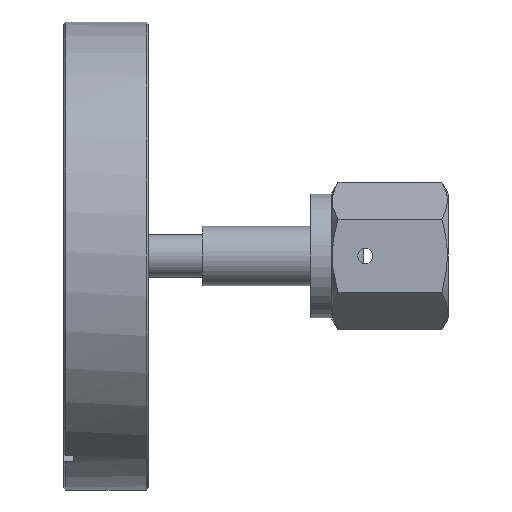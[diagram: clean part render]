
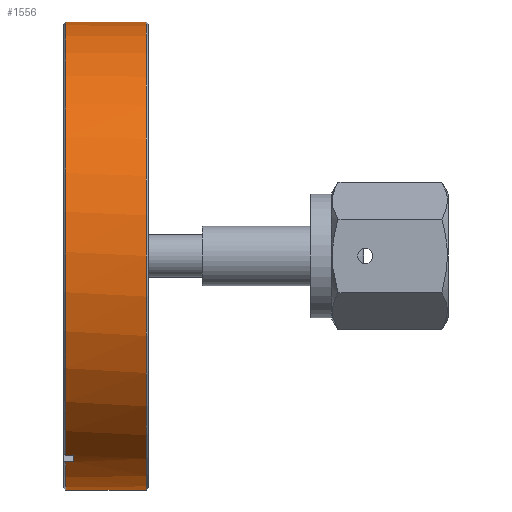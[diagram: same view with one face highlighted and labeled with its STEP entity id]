
A CAD part, left-side view. The second image highlights one B-rep face of the part: STEP entity #1556.
In plain terms, the highlighted cylindrical face has radius 35 mm (diameter 70 mm), a partial arc.
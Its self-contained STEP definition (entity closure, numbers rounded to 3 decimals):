
#43 = CYLINDRICAL_SURFACE ( 'NONE', #3494, 35. ) ;
#57 = VERTEX_POINT ( 'NONE', #244 ) ;
#106 = EDGE_CURVE ( 'NONE', #377, #653, #360, .T. ) ;
#134 = CARTESIAN_POINT ( 'NONE',  ( 0., 12.4, 0. ) ) ;
#210 = CARTESIAN_POINT ( 'NONE',  ( 0., 12.4, -35. ) ) ;
#238 = DIRECTION ( 'NONE',  ( 0., 0., -1. ) ) ;
#244 = CARTESIAN_POINT ( 'NONE',  ( 0., 0.3, 35. ) ) ;
#266 = ORIENTED_EDGE ( 'NONE', *, *, #106, .T. ) ;
#305 = VERTEX_POINT ( 'NONE', #367 ) ;
#315 = EDGE_CURVE ( 'NONE', #1877, #653, #1640, .T. ) ;
#337 = FACE_OUTER_BOUND ( 'NONE', #2757, .T. ) ;
#347 = ORIENTED_EDGE ( 'NONE', *, *, #315, .F. ) ;
#360 = CIRCLE ( 'NONE', #2827, 35. ) ;
#367 = CARTESIAN_POINT ( 'NONE',  ( -16.627, 11.2, -30.799 ) ) ;
#377 = VERTEX_POINT ( 'NONE', #1774 ) ;
#456 = EDGE_CURVE ( 'NONE', #1365, #57, #3393, .T. ) ;
#628 = AXIS2_PLACEMENT_3D ( 'NONE', #2844, #1179, #3115 ) ;
#653 = VERTEX_POINT ( 'NONE', #2920 ) ;
#675 = DIRECTION ( 'NONE',  ( 0., -1., 0. ) ) ;
#722 = CARTESIAN_POINT ( 'NONE',  ( 0., 31.392, 0. ) ) ;
#840 = AXIS2_PLACEMENT_3D ( 'NONE', #2562, #3083, #238 ) ;
#906 = DIRECTION ( 'NONE',  ( 0., 0., 1. ) ) ;
#984 = DIRECTION ( 'NONE',  ( 0., 1., 0. ) ) ;
#1051 = EDGE_CURVE ( 'NONE', #3055, #305, #2090, .T. ) ;
#1167 = DIRECTION ( 'NONE',  ( 0., -1., 0. ) ) ;
#1179 = DIRECTION ( 'NONE',  ( 0., 1., 0. ) ) ;
#1307 = VERTEX_POINT ( 'NONE', #210 ) ;
#1365 = VERTEX_POINT ( 'NONE', #2996 ) ;
#1418 = ORIENTED_EDGE ( 'NONE', *, *, #2136, .T. ) ;
#1512 = AXIS2_PLACEMENT_3D ( 'NONE', #2837, #1167, #3107 ) ;
#1556 = ADVANCED_FACE ( 'NONE', ( #337 ), #43, .T. ) ;
#1589 = EDGE_CURVE ( 'NONE', #1365, #1307, #3249, .T. ) ;
#1640 = LINE ( 'NONE', #3161, #2634 ) ;
#1774 = CARTESIAN_POINT ( 'NONE',  ( 0., 12.4, 35. ) ) ;
#1796 = DIRECTION ( 'NONE',  ( 0., 1., 0. ) ) ;
#1820 = VECTOR ( 'NONE', #3187, 1000. ) ;
#1844 = CIRCLE ( 'NONE', #628, 35. ) ;
#1870 = ORIENTED_EDGE ( 'NONE', *, *, #456, .T. ) ;
#1874 = ORIENTED_EDGE ( 'NONE', *, *, #1589, .F. ) ;
#1877 = VERTEX_POINT ( 'NONE', #3289 ) ;
#1975 = EDGE_CURVE ( 'NONE', #305, #1877, #1844, .T. ) ;
#2002 = LINE ( 'NONE', #3447, #3381 ) ;
#2028 = CARTESIAN_POINT ( 'NONE',  ( -16.627, 12.4, -30.799 ) ) ;
#2090 = LINE ( 'NONE', #3061, #1820 ) ;
#2119 = DIRECTION ( 'NONE',  ( 0., 1., 0. ) ) ;
#2136 = EDGE_CURVE ( 'NONE', #57, #377, #2002, .T. ) ;
#2321 = ORIENTED_EDGE ( 'NONE', *, *, #1975, .F. ) ;
#2367 = DIRECTION ( 'NONE',  ( 0., 0., 1. ) ) ;
#2370 = ORIENTED_EDGE ( 'NONE', *, *, #3411, .T. ) ;
#2412 = ORIENTED_EDGE ( 'NONE', *, *, #1051, .F. ) ;
#2562 = CARTESIAN_POINT ( 'NONE',  ( 0., 0.3, 0. ) ) ;
#2634 = VECTOR ( 'NONE', #2119, 1000. ) ;
#2757 = EDGE_LOOP ( 'NONE', ( #1874, #1870, #1418, #266, #347, #2321, #2412, #2370 ) ) ;
#2827 = AXIS2_PLACEMENT_3D ( 'NONE', #134, #675, #906 ) ;
#2837 = CARTESIAN_POINT ( 'NONE',  ( 0., 12.4, 0. ) ) ;
#2844 = CARTESIAN_POINT ( 'NONE',  ( 0., 11.2, 0. ) ) ;
#2879 = VECTOR ( 'NONE', #984, 1000. ) ;
#2920 = CARTESIAN_POINT ( 'NONE',  ( -18.359, 12.4, -29.799 ) ) ;
#2924 = DIRECTION ( 'NONE',  ( 0., 1., 0. ) ) ;
#2996 = CARTESIAN_POINT ( 'NONE',  ( 0., 0.3, -35. ) ) ;
#3055 = VERTEX_POINT ( 'NONE', #2028 ) ;
#3061 = CARTESIAN_POINT ( 'NONE',  ( -16.627, 31.392, -30.799 ) ) ;
#3083 = DIRECTION ( 'NONE',  ( 0., 1., 0. ) ) ;
#3107 = DIRECTION ( 'NONE',  ( 0., 0., 1. ) ) ;
#3115 = DIRECTION ( 'NONE',  ( 0., 0., -1. ) ) ;
#3161 = CARTESIAN_POINT ( 'NONE',  ( -18.359, 31.392, -29.799 ) ) ;
#3187 = DIRECTION ( 'NONE',  ( 0., -1., 0. ) ) ;
#3249 = LINE ( 'NONE', #3459, #2879 ) ;
#3289 = CARTESIAN_POINT ( 'NONE',  ( -18.359, 11.2, -29.799 ) ) ;
#3349 = CIRCLE ( 'NONE', #1512, 35. ) ;
#3381 = VECTOR ( 'NONE', #1796, 1000. ) ;
#3393 = CIRCLE ( 'NONE', #840, 35. ) ;
#3411 = EDGE_CURVE ( 'NONE', #3055, #1307, #3349, .T. ) ;
#3447 = CARTESIAN_POINT ( 'NONE',  ( 0., 31.392, 35. ) ) ;
#3459 = CARTESIAN_POINT ( 'NONE',  ( 0., 31.392, -35. ) ) ;
#3494 = AXIS2_PLACEMENT_3D ( 'NONE', #722, #2924, #2367 ) ;
